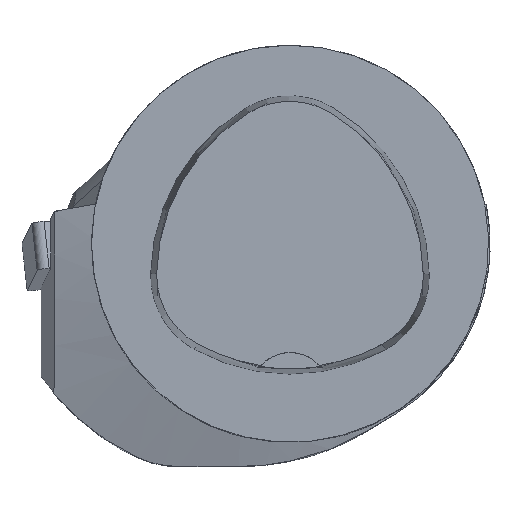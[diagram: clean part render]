
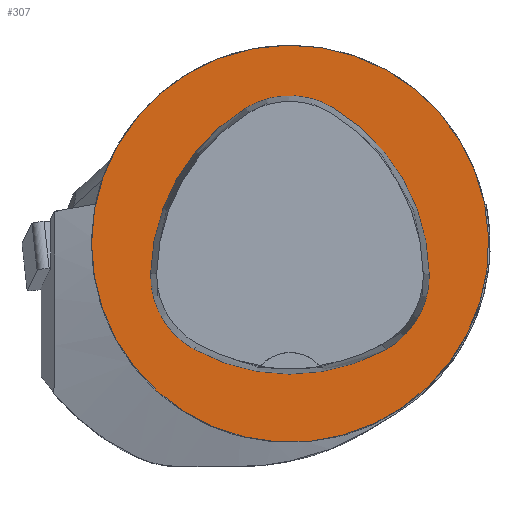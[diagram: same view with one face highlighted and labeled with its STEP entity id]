
A CAD part, top view. The second image highlights one B-rep face of the part: STEP entity #307.
In plain terms, the highlighted planar face has unit normal (0, 0, 1).
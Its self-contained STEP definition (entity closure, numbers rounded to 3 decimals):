
#307=ADVANCED_FACE('',(#718,#719),#384,.T.);
#384=PLANE('',#1882);
#718=FACE_BOUND('',#763,.T.);
#719=FACE_BOUND('',#764,.T.);
#763=EDGE_LOOP('',(#1014,#1015,#1016,#1017,#1018,#1019));
#764=EDGE_LOOP('',(#1020));
#1014=ORIENTED_EDGE('',*,*,#1593,.T.);
#1015=ORIENTED_EDGE('',*,*,#1573,.T.);
#1016=ORIENTED_EDGE('',*,*,#1577,.T.);
#1017=ORIENTED_EDGE('',*,*,#1580,.T.);
#1018=ORIENTED_EDGE('',*,*,#1583,.T.);
#1019=ORIENTED_EDGE('',*,*,#1591,.T.);
#1020=ORIENTED_EDGE('',*,*,#1553,.F.);
#1375=VERTEX_POINT('',#2692);
#1394=VERTEX_POINT('',#2752);
#1395=VERTEX_POINT('',#2753);
#1398=VERTEX_POINT('',#2761);
#1400=VERTEX_POINT('',#2767);
#1402=VERTEX_POINT('',#2773);
#1409=VERTEX_POINT('',#2794);
#1553=EDGE_CURVE('',#1375,#1375,#1712,.T.);
#1573=EDGE_CURVE('',#1394,#1395,#1713,.T.);
#1577=EDGE_CURVE('',#1395,#1398,#1715,.T.);
#1580=EDGE_CURVE('',#1398,#1400,#1717,.T.);
#1583=EDGE_CURVE('',#1400,#1402,#1719,.T.);
#1591=EDGE_CURVE('',#1402,#1409,#1723,.T.);
#1593=EDGE_CURVE('',#1409,#1394,#1725,.T.);
#1712=CIRCLE('',#1849,20.);
#1713=CIRCLE('',#1860,20.);
#1715=CIRCLE('',#1863,8.5);
#1717=CIRCLE('',#1866,20.);
#1719=CIRCLE('',#1869,8.5);
#1723=CIRCLE('',#1874,20.);
#1725=CIRCLE('',#1877,8.5);
#1849=AXIS2_PLACEMENT_3D('',#2691,#2133,#2134);
#1860=AXIS2_PLACEMENT_3D('',#2751,#2163,#2164);
#1863=AXIS2_PLACEMENT_3D('',#2760,#2171,#2172);
#1866=AXIS2_PLACEMENT_3D('',#2766,#2178,#2179);
#1869=AXIS2_PLACEMENT_3D('',#2772,#2185,#2186);
#1874=AXIS2_PLACEMENT_3D('',#2795,#2197,#2198);
#1877=AXIS2_PLACEMENT_3D('',#2798,#2203,#2204);
#1882=AXIS2_PLACEMENT_3D('',#2803,#2213,#2214);
#2133=DIRECTION('',(0.,0.,-1.));
#2134=DIRECTION('',(-1.,0.,0.));
#2163=DIRECTION('',(0.,0.,-1.));
#2164=DIRECTION('',(-1.,0.,0.));
#2171=DIRECTION('',(0.,0.,-1.));
#2172=DIRECTION('',(-1.,0.,0.));
#2178=DIRECTION('',(0.,0.,-1.));
#2179=DIRECTION('',(-1.,0.,0.));
#2185=DIRECTION('',(0.,0.,-1.));
#2186=DIRECTION('',(-1.,0.,0.));
#2197=DIRECTION('',(0.,0.,-1.));
#2198=DIRECTION('',(-1.,0.,0.));
#2203=DIRECTION('',(0.,0.,-1.));
#2204=DIRECTION('',(-1.,0.,0.));
#2213=DIRECTION('',(0.,0.,1.));
#2214=DIRECTION('',(1.,0.,0.));
#2691=CARTESIAN_POINT('',(0.,0.,0.));
#2692=CARTESIAN_POINT('',(-20.,0.,0.));
#2751=CARTESIAN_POINT('',(5.955,-3.414,0.));
#2752=CARTESIAN_POINT('',(-14.041,-3.042,0.));
#2753=CARTESIAN_POINT('',(-4.472,13.653,0.));
#2760=CARTESIAN_POINT('',(-0.04,6.4,0.));
#2761=CARTESIAN_POINT('',(4.347,13.68,0.));
#2766=CARTESIAN_POINT('',(-5.976,-3.45,0.));
#2767=CARTESIAN_POINT('',(14.021,-3.075,0.));
#2772=CARTESIAN_POINT('',(5.522,-3.235,0.));
#2773=CARTESIAN_POINT('',(9.588,-10.699,0.));
#2794=CARTESIAN_POINT('',(-9.655,-10.639,0.));
#2795=CARTESIAN_POINT('',(0.022,6.864,0.));
#2798=CARTESIAN_POINT('',(-5.543,-3.2,0.));
#2803=CARTESIAN_POINT('',(0.,0.,0.));
